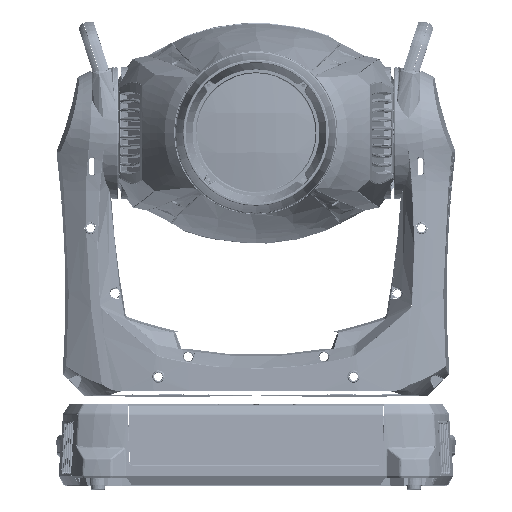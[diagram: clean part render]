
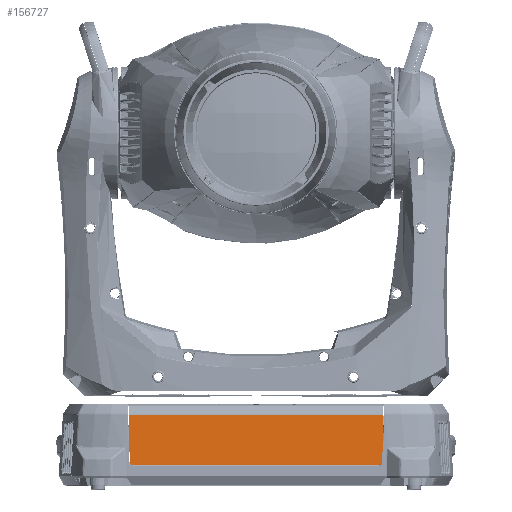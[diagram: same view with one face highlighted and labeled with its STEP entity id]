
A CAD part, top view. The second image highlights one B-rep face of the part: STEP entity #156727.
In plain terms, the highlighted planar face has unit normal (0, 0.052, 0.999).
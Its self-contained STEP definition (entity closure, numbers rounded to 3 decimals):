
#3203 = CARTESIAN_POINT ( 'NONE',  ( -148.5, 19.426, 150.031 ) ) ;
#3212 = PLANE ( 'NONE',  #114214 ) ;
#3224 = DIRECTION ( 'NONE',  ( 0., 0.052, 0.999 ) ) ;
#3228 = DIRECTION ( 'NONE',  ( 1., 0., 0. ) ) ;
#37477 = CARTESIAN_POINT ( 'NONE',  ( -150.176, 83.338, 146.682 ) ) ;
#49399 = AXIS2_PLACEMENT_3D ( 'NONE', #75428, #75430, #75432 ) ;
#51509 = AXIS2_PLACEMENT_3D ( 'NONE', #174451, #174453, #174455 ) ;
#64486 = ORIENTED_EDGE ( 'NONE', *, *, #155703, .T. ) ;
#64522 = ORIENTED_EDGE ( 'NONE', *, *, #152484, .T. ) ;
#64526 = ORIENTED_EDGE ( 'NONE', *, *, #152660, .T. ) ;
#64532 = ORIENTED_EDGE ( 'NONE', *, *, #152903, .T. ) ;
#64538 = ORIENTED_EDGE ( 'NONE', *, *, #155868, .T. ) ;
#64542 = ORIENTED_EDGE ( 'NONE', *, *, #155600, .T. ) ;
#64998 = CARTESIAN_POINT ( 'NONE',  ( 144.603, 19.426, 150.031 ) ) ;
#65104 = CARTESIAN_POINT ( 'NONE',  ( -144.603, 19.426, 150.031 ) ) ;
#65640 = CARTESIAN_POINT ( 'NONE',  ( 148.602, 23.316, 149.827 ) ) ;
#65656 = CARTESIAN_POINT ( 'NONE',  ( -148.602, 23.316, 149.827 ) ) ;
#75428 = CARTESIAN_POINT ( 'NONE',  ( -144.603, 23.42, 149.822 ) ) ;
#75430 = DIRECTION ( 'NONE',  ( 0., 0.052, 0.999 ) ) ;
#75432 = DIRECTION ( 'NONE',  ( 1., 0., 0. ) ) ;
#75693 = CIRCLE ( 'NONE', #49399, 4. ) ;
#101120 = CARTESIAN_POINT ( 'NONE',  ( -148.5, 19.426, 150.031 ) ) ;
#101124 = DIRECTION ( 'NONE',  ( 1., 0., 0. ) ) ;
#112512 = DIRECTION ( 'NONE',  ( 0.026, -0.998, 0.052 ) ) ;
#112654 = CARTESIAN_POINT ( 'NONE',  ( -148.5, 19.426, 150.031 ) ) ;
#114214 = AXIS2_PLACEMENT_3D ( 'NONE', #3203, #3224, #3228 ) ;
#120653 = EDGE_LOOP ( 'NONE', ( #64526, #64532, #64542, #64486, #64522, #64538 ) ) ;
#126720 = VERTEX_POINT ( 'NONE', #64998 ) ;
#126838 = VERTEX_POINT ( 'NONE', #65104 ) ;
#127161 = VERTEX_POINT ( 'NONE', #65640 ) ;
#127170 = VERTEX_POINT ( 'NONE', #65656 ) ;
#128473 = VERTEX_POINT ( 'NONE', #211321 ) ;
#128976 = VERTEX_POINT ( 'NONE', #37477 ) ;
#152484 = EDGE_CURVE ( 'NONE', #127161, #128473, #194723, .T. ) ;
#152660 = EDGE_CURVE ( 'NONE', #128976, #127170, #194986, .T. ) ;
#152903 = EDGE_CURVE ( 'NONE', #127170, #126838, #75693, .T. ) ;
#155600 = EDGE_CURVE ( 'NONE', #126838, #126720, #271627, .T. ) ;
#155703 = EDGE_CURVE ( 'NONE', #126720, #127161, #271903, .T. ) ;
#155868 = EDGE_CURVE ( 'NONE', #128473, #128976, #272338, .T. ) ;
#156727 = ADVANCED_FACE ( 'NONE', ( #204854 ), #3212, .T. ) ;
#174451 = CARTESIAN_POINT ( 'NONE',  ( 144.603, 23.42, 149.822 ) ) ;
#174453 = DIRECTION ( 'NONE',  ( 0., 0.052, 0.999 ) ) ;
#174455 = DIRECTION ( 'NONE',  ( 1., 0., 0. ) ) ;
#194723 = LINE ( 'NONE', #219805, #194734 ) ;
#194734 = VECTOR ( 'NONE', #219907, 1000. ) ;
#194986 = LINE ( 'NONE', #112654, #194989 ) ;
#194989 = VECTOR ( 'NONE', #112512, 1000. ) ;
#204854 = FACE_OUTER_BOUND ( 'NONE', #120653, .T. ) ;
#211321 = CARTESIAN_POINT ( 'NONE',  ( 150.176, 83.338, 146.682 ) ) ;
#219805 = CARTESIAN_POINT ( 'NONE',  ( 148.296, 11.665, 150.438 ) ) ;
#219907 = DIRECTION ( 'NONE',  ( 0.026, 0.998, -0.052 ) ) ;
#271627 = LINE ( 'NONE', #101120, #271646 ) ;
#271646 = VECTOR ( 'NONE', #101124, 1000. ) ;
#271903 = CIRCLE ( 'NONE', #51509, 4. ) ;
#272338 = LINE ( 'NONE', #283278, #272348 ) ;
#272348 = VECTOR ( 'NONE', #283286, 1000. ) ;
#283278 = CARTESIAN_POINT ( 'NONE',  ( -148.5, 83.338, 146.682 ) ) ;
#283286 = DIRECTION ( 'NONE',  ( -1., 0., 0. ) ) ;
